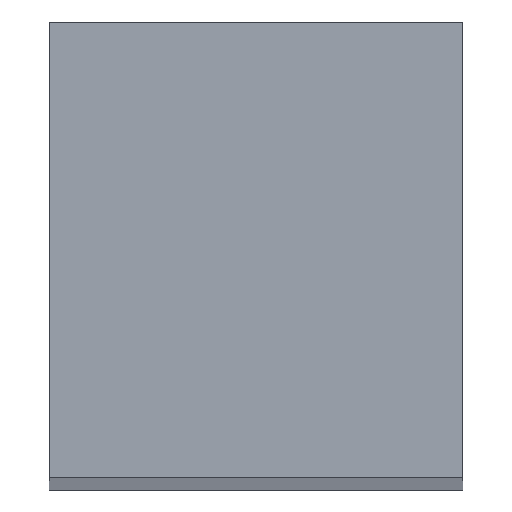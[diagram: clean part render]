
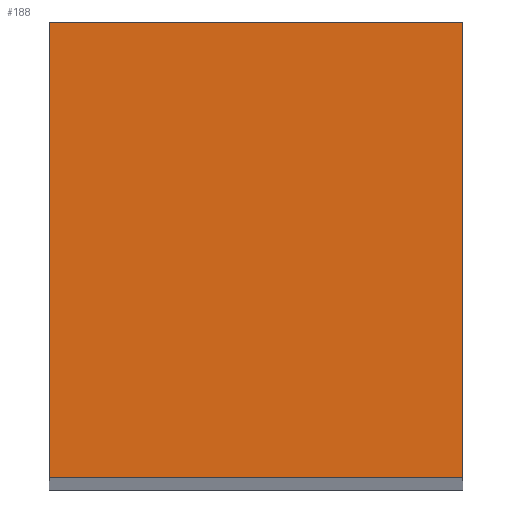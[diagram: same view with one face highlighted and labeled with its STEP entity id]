
A CAD part, top view. The second image highlights one B-rep face of the part: STEP entity #188.
In plain terms, the highlighted planar face has unit normal (0, 0, 1).
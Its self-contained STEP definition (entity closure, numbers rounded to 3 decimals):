
#11 = DIRECTION ( 'NONE',  ( 1., 0., 0. ) ) ;
#12 = LINE ( 'NONE', #21, #122 ) ;
#21 = CARTESIAN_POINT ( 'NONE',  ( 0., -2.2, 35. ) ) ;
#24 = CARTESIAN_POINT ( 'NONE',  ( 2., 0., 35. ) ) ;
#27 = CARTESIAN_POINT ( 'NONE',  ( 0., 0., 35. ) ) ;
#28 = CARTESIAN_POINT ( 'NONE',  ( 0., 0., 35. ) ) ;
#31 = EDGE_CURVE ( 'NONE', #115, #190, #40, .T. ) ;
#32 = VERTEX_POINT ( 'NONE', #151 ) ;
#35 = ORIENTED_EDGE ( 'NONE', *, *, #175, .T. ) ;
#40 = LINE ( 'NONE', #27, #99 ) ;
#43 = PLANE ( 'NONE',  #51 ) ;
#51 = AXIS2_PLACEMENT_3D ( 'NONE', #225, #156, #11 ) ;
#83 = ORIENTED_EDGE ( 'NONE', *, *, #178, .T. ) ;
#85 = LINE ( 'NONE', #194, #155 ) ;
#96 = EDGE_CURVE ( 'NONE', #32, #115, #211, .T. ) ;
#99 = VECTOR ( 'NONE', #109, 1000. ) ;
#104 = FACE_OUTER_BOUND ( 'NONE', #166, .T. ) ;
#109 = DIRECTION ( 'NONE',  ( -1., 0., 0. ) ) ;
#115 = VERTEX_POINT ( 'NONE', #24 ) ;
#117 = ORIENTED_EDGE ( 'NONE', *, *, #31, .T. ) ;
#122 = VECTOR ( 'NONE', #152, 1000. ) ;
#130 = VECTOR ( 'NONE', #153, 1000. ) ;
#149 = VERTEX_POINT ( 'NONE', #174 ) ;
#151 = CARTESIAN_POINT ( 'NONE',  ( 2., -2.2, 35. ) ) ;
#152 = DIRECTION ( 'NONE',  ( 1., 0., 0. ) ) ;
#153 = DIRECTION ( 'NONE',  ( 0., 1., 0. ) ) ;
#155 = VECTOR ( 'NONE', #197, 1000. ) ;
#156 = DIRECTION ( 'NONE',  ( 0., 0., 1. ) ) ;
#158 = CARTESIAN_POINT ( 'NONE',  ( 2., 0., 35. ) ) ;
#162 = ORIENTED_EDGE ( 'NONE', *, *, #96, .T. ) ;
#166 = EDGE_LOOP ( 'NONE', ( #83, #35, #162, #117 ) ) ;
#174 = CARTESIAN_POINT ( 'NONE',  ( 0., -2.2, 35. ) ) ;
#175 = EDGE_CURVE ( 'NONE', #149, #32, #12, .T. ) ;
#178 = EDGE_CURVE ( 'NONE', #190, #149, #85, .T. ) ;
#188 = ADVANCED_FACE ( 'NONE', ( #104 ), #43, .T. ) ;
#190 = VERTEX_POINT ( 'NONE', #28 ) ;
#194 = CARTESIAN_POINT ( 'NONE',  ( 0., 0., 35. ) ) ;
#197 = DIRECTION ( 'NONE',  ( 0., -1., 0. ) ) ;
#211 = LINE ( 'NONE', #158, #130 ) ;
#225 = CARTESIAN_POINT ( 'NONE',  ( 0., 0., 35. ) ) ;
